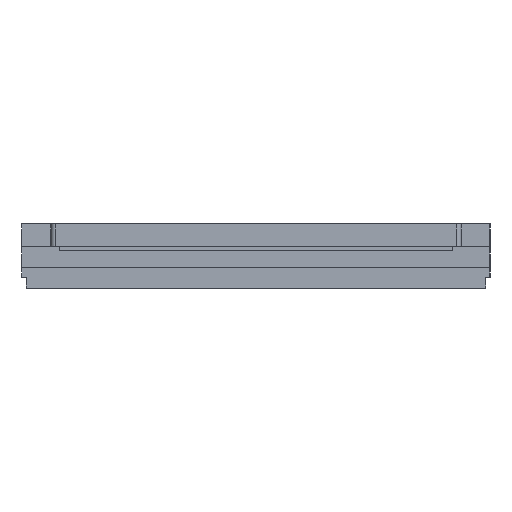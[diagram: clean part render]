
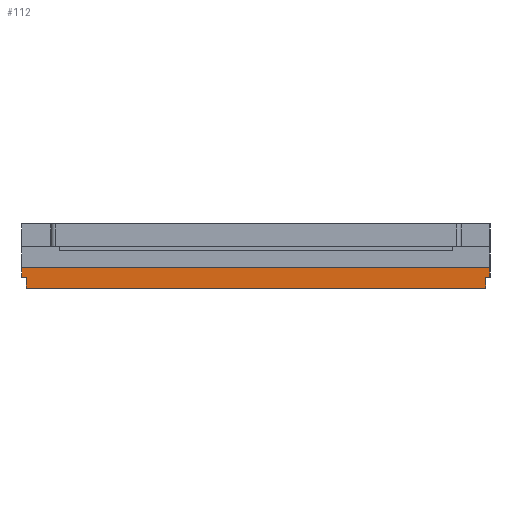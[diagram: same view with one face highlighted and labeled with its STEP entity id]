
A CAD part, left-side view. The second image highlights one B-rep face of the part: STEP entity #112.
In plain terms, the highlighted free-form (B-spline) face has degree [1, 1] with [2, 2] control points.
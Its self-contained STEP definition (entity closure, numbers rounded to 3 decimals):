
#112=ADVANCED_FACE('',(#209),#2580,.T.);
#209=FACE_OUTER_BOUND('',#309,.T.);
#309=EDGE_LOOP('',(#484,#485,#486,#487,#488,#489,#490,#491));
#484=ORIENTED_EDGE('',*,*,#2201,.T.);
#485=ORIENTED_EDGE('',*,*,#2202,.T.);
#486=ORIENTED_EDGE('',*,*,#2203,.T.);
#487=ORIENTED_EDGE('',*,*,#2204,.T.);
#488=ORIENTED_EDGE('',*,*,#2205,.T.);
#489=ORIENTED_EDGE('',*,*,#2206,.T.);
#490=ORIENTED_EDGE('',*,*,#2207,.T.);
#491=ORIENTED_EDGE('',*,*,#2208,.T.);
#986=PCURVE('',#2580,#1488);
#987=PCURVE('',#2580,#1489);
#988=PCURVE('',#2580,#1490);
#989=PCURVE('',#2580,#1491);
#990=PCURVE('',#2580,#1492);
#991=PCURVE('',#2580,#1493);
#992=PCURVE('',#2580,#1494);
#993=PCURVE('',#2580,#1495);
#995=PCURVE('',#2581,#1497);
#1007=PCURVE('',#2597,#1509);
#1069=PCURVE('',#2580,#1571);
#1133=PCURVE('',#2592,#1635);
#1138=PCURVE('',#2593,#1640);
#1141=PCURVE('',#2594,#1643);
#1145=PCURVE('',#2595,#1647);
#1150=PCURVE('',#2583,#1652);
#1488=DEFINITIONAL_REPRESENTATION('',(#2789),#6429);
#1489=DEFINITIONAL_REPRESENTATION('',(#2791),#6429);
#1490=DEFINITIONAL_REPRESENTATION('',(#2793),#6429);
#1491=DEFINITIONAL_REPRESENTATION('',(#2795),#6429);
#1492=DEFINITIONAL_REPRESENTATION('',(#2797),#6429);
#1493=DEFINITIONAL_REPRESENTATION('',(#2799),#6429);
#1494=DEFINITIONAL_REPRESENTATION('',(#2801),#6429);
#1495=DEFINITIONAL_REPRESENTATION('',(#2803),#6429);
#1497=DEFINITIONAL_REPRESENTATION('',(#2806),#6429);
#1509=DEFINITIONAL_REPRESENTATION('',(#2828),#6429);
#1571=DEFINITIONAL_REPRESENTATION('',(#2915),#6429);
#1635=DEFINITIONAL_REPRESENTATION('',(#2980),#6429);
#1640=DEFINITIONAL_REPRESENTATION('',(#2986),#6429);
#1643=DEFINITIONAL_REPRESENTATION('',(#2990),#6429);
#1647=DEFINITIONAL_REPRESENTATION('',(#2995),#6429);
#1652=DEFINITIONAL_REPRESENTATION('',(#3000),#6429);
#1950=SURFACE_CURVE('',#2788,(#986,#1141),.PCURVE_S1.);
#1951=SURFACE_CURVE('',#2790,(#987,#1150),.PCURVE_S1.);
#1952=SURFACE_CURVE('',#2792,(#988,#1069),.PCURVE_S1.);
#1953=SURFACE_CURVE('',#2794,(#989,#995),.PCURVE_S1.);
#1954=SURFACE_CURVE('',#2796,(#990,#1138),.PCURVE_S1.);
#1955=SURFACE_CURVE('',#2798,(#991,#1133),.PCURVE_S1.);
#1956=SURFACE_CURVE('',#2800,(#992,#1007),.PCURVE_S1.);
#1957=SURFACE_CURVE('',#2802,(#993,#1145),.PCURVE_S1.);
#2201=EDGE_CURVE('',#2481,#2480,#1950,.T.);
#2202=EDGE_CURVE('',#2480,#2467,#1951,.T.);
#2203=EDGE_CURVE('',#2467,#2466,#1952,.T.);
#2204=EDGE_CURVE('',#2466,#2476,#1953,.T.);
#2205=EDGE_CURVE('',#2476,#2474,#1954,.T.);
#2206=EDGE_CURVE('',#2474,#2475,#1955,.T.);
#2207=EDGE_CURVE('',#2475,#2482,#1956,.T.);
#2208=EDGE_CURVE('',#2482,#2481,#1957,.T.);
#2466=VERTEX_POINT('',#3848);
#2467=VERTEX_POINT('',#3849);
#2474=VERTEX_POINT('',#3856);
#2475=VERTEX_POINT('',#3857);
#2476=VERTEX_POINT('',#3858);
#2480=VERTEX_POINT('',#3862);
#2481=VERTEX_POINT('',#3863);
#2482=VERTEX_POINT('',#3864);
#2580=B_SPLINE_SURFACE_WITH_KNOTS('',1,1,((#3632,#3633),(#3634,#3635)),
 .UNSPECIFIED.,.F.,.F.,.F.,(2,2),(2,2),(-469.6,-356.6),(0.,10.),
 .UNSPECIFIED.);
#2581=B_SPLINE_SURFACE_WITH_KNOTS('',1,1,((#3636,#3637),(#3638,#3639)),
 .UNSPECIFIED.,.F.,.F.,.F.,(2,2),(2,2),(-356.6,-234.8),(0.,10.),
 .UNSPECIFIED.);
#2583=B_SPLINE_SURFACE_WITH_KNOTS('',1,1,((#3644,#3645),(#3646,#3647)),
 .UNSPECIFIED.,.F.,.F.,.F.,(2,2),(2,2),(-121.8,0.),(0.,10.),
 .UNSPECIFIED.);
#2592=B_SPLINE_SURFACE_WITH_KNOTS('',1,1,((#3698,#3699),(#3700,#3701)),
 .UNSPECIFIED.,.F.,.F.,.F.,(2,2),(2,2),(0.,121.8),(0.,2.6),
 .UNSPECIFIED.);
#2593=B_SPLINE_SURFACE_WITH_KNOTS('',1,1,((#3702,#3703),(#3704,#3705)),
 .UNSPECIFIED.,.F.,.F.,.F.,(2,2),(2,2),(0.,121.8),(2.6,3.6),
 .UNSPECIFIED.);
#2594=B_SPLINE_SURFACE_WITH_KNOTS('',1,1,((#3706,#3707),(#3708,#3709)),
 .UNSPECIFIED.,.F.,.F.,.F.,(2,2),(2,2),(0.,121.8),(2.6,3.6),
 .UNSPECIFIED.);
#2595=B_SPLINE_SURFACE_WITH_KNOTS('',1,1,((#3710,#3711),(#3712,#3713)),
 .UNSPECIFIED.,.F.,.F.,.F.,(2,2),(2,2),(0.,121.8),(3.6,6.2),
 .UNSPECIFIED.);
#2597=B_SPLINE_SURFACE_WITH_KNOTS('',1,1,((#3718,#3719),(#3720,#3721)),
 .UNSPECIFIED.,.F.,.F.,.F.,(2,2),(2,2),(-113.4,8.4),
(-7.,106.),.UNSPECIFIED.);
#2788=B_SPLINE_CURVE_WITH_KNOTS('',1,(#3996,#3997),.UNSPECIFIED.,.F.,.F.,
(2,2),(-3.6,-2.6),.UNSPECIFIED.);
#2789=B_SPLINE_CURVE_WITH_KNOTS('',1,(#3998,#3999),.UNSPECIFIED.,.F.,.F.,
(2,2),(-3.6,-2.6),.UNSPECIFIED.);
#2790=B_SPLINE_CURVE_WITH_KNOTS('',1,(#4000,#4001),.UNSPECIFIED.,.F.,.F.,
(2,2),(-7.4,-4.992),.UNSPECIFIED.);
#2791=B_SPLINE_CURVE_WITH_KNOTS('',1,(#4002,#4003),.UNSPECIFIED.,.F.,.F.,
(2,2),(-7.4,-4.992),.UNSPECIFIED.);
#2792=B_SPLINE_CURVE_WITH_KNOTS('',1,(#4004,#4005),.UNSPECIFIED.,.F.,.F.,
(2,2),(-469.6,-356.6),.UNSPECIFIED.);
#2793=B_SPLINE_CURVE_WITH_KNOTS('',1,(#4006,#4007),.UNSPECIFIED.,.F.,.F.,
(2,2),(-469.6,-356.6),.UNSPECIFIED.);
#2794=B_SPLINE_CURVE_WITH_KNOTS('',1,(#4008,#4009),.UNSPECIFIED.,.F.,.F.,
(2,2),(4.992,7.4),.UNSPECIFIED.);
#2795=B_SPLINE_CURVE_WITH_KNOTS('',1,(#4010,#4011),.UNSPECIFIED.,.F.,.F.,
(2,2),(4.992,7.4),.UNSPECIFIED.);
#2796=B_SPLINE_CURVE_WITH_KNOTS('',1,(#4012,#4013),.UNSPECIFIED.,.F.,.F.,
(2,2),(-3.576,-2.6),.UNSPECIFIED.);
#2797=B_SPLINE_CURVE_WITH_KNOTS('',1,(#4014,#4015),.UNSPECIFIED.,.F.,.F.,
(2,2),(-3.576,-2.6),.UNSPECIFIED.);
#2798=B_SPLINE_CURVE_WITH_KNOTS('',1,(#4016,#4017),.UNSPECIFIED.,.F.,.F.,
(2,2),(-2.6,0.),.UNSPECIFIED.);
#2799=B_SPLINE_CURVE_WITH_KNOTS('',1,(#4018,#4019),.UNSPECIFIED.,.F.,.F.,
(2,2),(-2.6,0.),.UNSPECIFIED.);
#2800=B_SPLINE_CURVE_WITH_KNOTS('',1,(#4020,#4021),.UNSPECIFIED.,.F.,.F.,
(2,2),(357.576,468.6),.UNSPECIFIED.);
#2801=B_SPLINE_CURVE_WITH_KNOTS('',1,(#4022,#4023),.UNSPECIFIED.,.F.,.F.,
(2,2),(357.576,468.6),.UNSPECIFIED.);
#2802=B_SPLINE_CURVE_WITH_KNOTS('',1,(#4024,#4025),.UNSPECIFIED.,.F.,.F.,
(2,2),(-6.2,-3.6),.UNSPECIFIED.);
#2803=B_SPLINE_CURVE_WITH_KNOTS('',1,(#4026,#4027),.UNSPECIFIED.,.F.,.F.,
(2,2),(-6.2,-3.6),.UNSPECIFIED.);
#2806=B_SPLINE_CURVE_WITH_KNOTS('',1,(#4032,#4033),.UNSPECIFIED.,.F.,.F.,
(2,2),(4.992,7.4),.UNSPECIFIED.);
#2828=B_SPLINE_CURVE_WITH_KNOTS('',1,(#4076,#4077),.UNSPECIFIED.,.F.,.F.,
(2,2),(357.576,468.6),.UNSPECIFIED.);
#2915=B_SPLINE_CURVE_WITH_KNOTS('',1,(#4318,#4319),.UNSPECIFIED.,.F.,.F.,
(2,2),(-469.6,-356.6),.UNSPECIFIED.);
#2980=B_SPLINE_CURVE_WITH_KNOTS('',1,(#4490,#4491),.UNSPECIFIED.,.F.,.F.,
(2,2),(-2.6,0.),.UNSPECIFIED.);
#2986=B_SPLINE_CURVE_WITH_KNOTS('',1,(#4502,#4503),.UNSPECIFIED.,.F.,.F.,
(2,2),(-3.576,-2.6),.UNSPECIFIED.);
#2990=B_SPLINE_CURVE_WITH_KNOTS('',1,(#4510,#4511),.UNSPECIFIED.,.F.,.F.,
(2,2),(-3.6,-2.6),.UNSPECIFIED.);
#2995=B_SPLINE_CURVE_WITH_KNOTS('',1,(#4520,#4521),.UNSPECIFIED.,.F.,.F.,
(2,2),(-6.2,-3.6),.UNSPECIFIED.);
#3000=B_SPLINE_CURVE_WITH_KNOTS('',1,(#4530,#4531),.UNSPECIFIED.,.F.,.F.,
(2,2),(-7.4,-4.992),.UNSPECIFIED.);
#3632=CARTESIAN_POINT('',(152.185,-50.,0.));
#3633=CARTESIAN_POINT('',(152.185,-50.,-10.));
#3634=CARTESIAN_POINT('',(152.185,63.,0.));
#3635=CARTESIAN_POINT('',(152.185,63.,-10.));
#3636=CARTESIAN_POINT('',(152.185,63.,0.));
#3637=CARTESIAN_POINT('',(152.185,63.,-10.));
#3638=CARTESIAN_POINT('',(273.985,63.,0.));
#3639=CARTESIAN_POINT('',(273.985,63.,-10.));
#3644=CARTESIAN_POINT('',(273.985,-50.,0.));
#3645=CARTESIAN_POINT('',(273.985,-50.,-10.));
#3646=CARTESIAN_POINT('',(152.185,-50.,0.));
#3647=CARTESIAN_POINT('',(152.185,-50.,-10.));
#3698=CARTESIAN_POINT('',(273.985,62.024,-10.));
#3699=CARTESIAN_POINT('',(273.985,62.024,-7.4));
#3700=CARTESIAN_POINT('',(152.185,62.024,-10.));
#3701=CARTESIAN_POINT('',(152.185,62.024,-7.4));
#3702=CARTESIAN_POINT('',(273.985,62.024,-7.4));
#3703=CARTESIAN_POINT('',(273.985,63.024,-7.4));
#3704=CARTESIAN_POINT('',(152.185,62.024,-7.4));
#3705=CARTESIAN_POINT('',(152.185,63.024,-7.4));
#3706=CARTESIAN_POINT('',(273.985,-50.,-7.4));
#3707=CARTESIAN_POINT('',(273.985,-49.,-7.4));
#3708=CARTESIAN_POINT('',(152.185,-50.,-7.4));
#3709=CARTESIAN_POINT('',(152.185,-49.,-7.4));
#3710=CARTESIAN_POINT('',(273.985,-49.,-7.4));
#3711=CARTESIAN_POINT('',(273.985,-49.,-10.));
#3712=CARTESIAN_POINT('',(152.185,-49.,-7.4));
#3713=CARTESIAN_POINT('',(152.185,-49.,-10.));
#3718=CARTESIAN_POINT('',(273.985,-50.,-10.));
#3719=CARTESIAN_POINT('',(273.985,63.,-10.));
#3720=CARTESIAN_POINT('',(152.185,-50.,-10.));
#3721=CARTESIAN_POINT('',(152.185,63.,-10.));
#3848=CARTESIAN_POINT('',(152.185,63.,-4.992));
#3849=CARTESIAN_POINT('',(152.185,-50.,-4.992));
#3856=CARTESIAN_POINT('',(152.185,62.024,-7.4));
#3857=CARTESIAN_POINT('',(152.185,62.024,-10.));
#3858=CARTESIAN_POINT('',(152.185,63.,-7.4));
#3862=CARTESIAN_POINT('',(152.185,-50.,-7.4));
#3863=CARTESIAN_POINT('',(152.185,-49.,-7.4));
#3864=CARTESIAN_POINT('',(152.185,-49.,-10.));
#3996=CARTESIAN_POINT('',(152.185,-49.,-7.4));
#3997=CARTESIAN_POINT('',(152.185,-50.,-7.4));
#3998=CARTESIAN_POINT('',(-468.6,7.4));
#3999=CARTESIAN_POINT('',(-469.6,7.4));
#4000=CARTESIAN_POINT('',(152.185,-50.,-7.4));
#4001=CARTESIAN_POINT('',(152.185,-50.,-4.992));
#4002=CARTESIAN_POINT('',(-469.6,7.4));
#4003=CARTESIAN_POINT('',(-469.6,4.992));
#4004=CARTESIAN_POINT('',(152.185,-50.,-4.992));
#4005=CARTESIAN_POINT('',(152.185,63.,-4.992));
#4006=CARTESIAN_POINT('',(-469.6,4.992));
#4007=CARTESIAN_POINT('',(-356.6,4.992));
#4008=CARTESIAN_POINT('',(152.185,63.,-4.992));
#4009=CARTESIAN_POINT('',(152.185,63.,-7.4));
#4010=CARTESIAN_POINT('',(-356.6,4.992));
#4011=CARTESIAN_POINT('',(-356.6,7.4));
#4012=CARTESIAN_POINT('',(152.185,63.,-7.4));
#4013=CARTESIAN_POINT('',(152.185,62.024,-7.4));
#4014=CARTESIAN_POINT('',(-356.6,7.4));
#4015=CARTESIAN_POINT('',(-357.576,7.4));
#4016=CARTESIAN_POINT('',(152.185,62.024,-7.4));
#4017=CARTESIAN_POINT('',(152.185,62.024,-10.));
#4018=CARTESIAN_POINT('',(-357.576,7.4));
#4019=CARTESIAN_POINT('',(-357.576,10.));
#4020=CARTESIAN_POINT('',(152.185,62.024,-10.));
#4021=CARTESIAN_POINT('',(152.185,-49.,-10.));
#4022=CARTESIAN_POINT('',(-357.576,10.));
#4023=CARTESIAN_POINT('',(-468.6,10.));
#4024=CARTESIAN_POINT('',(152.185,-49.,-10.));
#4025=CARTESIAN_POINT('',(152.185,-49.,-7.4));
#4026=CARTESIAN_POINT('',(-468.6,10.));
#4027=CARTESIAN_POINT('',(-468.6,7.4));
#4032=CARTESIAN_POINT('',(-356.6,4.992));
#4033=CARTESIAN_POINT('',(-356.6,7.4));
#4076=CARTESIAN_POINT('',(8.4,105.024));
#4077=CARTESIAN_POINT('',(8.4,-6.));
#4318=CARTESIAN_POINT('',(-469.6,4.992));
#4319=CARTESIAN_POINT('',(-356.6,4.992));
#4490=CARTESIAN_POINT('',(121.8,2.6));
#4491=CARTESIAN_POINT('',(121.8,0.));
#4502=CARTESIAN_POINT('',(121.8,3.576));
#4503=CARTESIAN_POINT('',(121.8,2.6));
#4510=CARTESIAN_POINT('',(121.8,3.6));
#4511=CARTESIAN_POINT('',(121.8,2.6));
#4520=CARTESIAN_POINT('',(121.8,6.2));
#4521=CARTESIAN_POINT('',(121.8,3.6));
#4530=CARTESIAN_POINT('',(0.,7.4));
#4531=CARTESIAN_POINT('',(0.,4.992));
#6429=(
GEOMETRIC_REPRESENTATION_CONTEXT(2)
PARAMETRIC_REPRESENTATION_CONTEXT()
REPRESENTATION_CONTEXT('pspace','')
);
